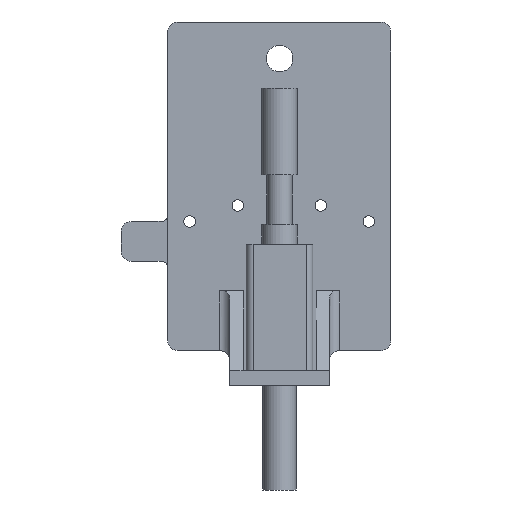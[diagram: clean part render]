
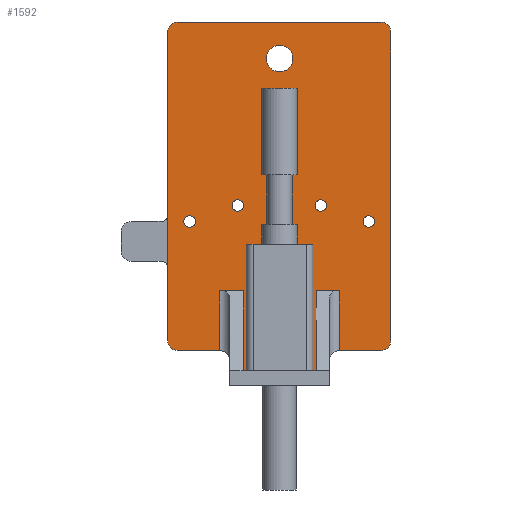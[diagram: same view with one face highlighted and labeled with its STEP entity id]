
A CAD part, front view. The second image highlights one B-rep face of the part: STEP entity #1592.
In plain terms, the highlighted planar face has unit normal (0, -1, 0).
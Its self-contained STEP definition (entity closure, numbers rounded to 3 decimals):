
#80=LINE('',#2553,#210);
#83=LINE('',#2561,#213);
#84=LINE('',#2567,#214);
#88=LINE('',#2588,#218);
#91=LINE('',#2593,#221);
#93=LINE('',#2607,#223);
#96=LINE('',#2612,#226);
#98=LINE('',#2615,#228);
#101=LINE('',#2621,#231);
#103=LINE('',#2630,#233);
#110=LINE('',#2646,#240);
#111=LINE('',#2650,#241);
#112=LINE('',#2658,#242);
#113=LINE('',#2660,#243);
#114=LINE('',#2662,#244);
#115=LINE('',#2663,#245);
#210=VECTOR('',#2069,10.);
#213=VECTOR('',#2076,10.);
#214=VECTOR('',#2083,10.);
#218=VECTOR('',#2107,10.);
#221=VECTOR('',#2112,10.);
#223=VECTOR('',#2126,10.);
#226=VECTOR('',#2131,10.);
#228=VECTOR('',#2135,10.);
#231=VECTOR('',#2140,10.);
#233=VECTOR('',#2150,10.);
#240=VECTOR('',#2161,10.);
#241=VECTOR('',#2164,10.);
#242=VECTOR('',#2171,10.);
#243=VECTOR('',#2172,10.);
#244=VECTOR('',#2173,10.);
#245=VECTOR('',#2174,10.);
#358=FACE_BOUND('',#549,.T.);
#359=FACE_BOUND('',#550,.T.);
#360=FACE_BOUND('',#551,.T.);
#361=FACE_BOUND('',#552,.T.);
#362=FACE_BOUND('',#553,.T.);
#363=FACE_BOUND('',#554,.T.);
#430=FACE_OUTER_BOUND('',#548,.T.);
#548=EDGE_LOOP('',(#1278,#1279,#1280,#1281,#1282,#1283,#1284,#1285,#1286,
#1287,#1288,#1289,#1290,#1291,#1292,#1293));
#549=EDGE_LOOP('',(#1294));
#550=EDGE_LOOP('',(#1295));
#551=EDGE_LOOP('',(#1296));
#552=EDGE_LOOP('',(#1297));
#553=EDGE_LOOP('',(#1298,#1299,#1300,#1301));
#554=EDGE_LOOP('',(#1302));
#646=CIRCLE('',#1753,1.7);
#648=CIRCLE('',#1756,1.7);
#656=CIRCLE('',#1771,3.);
#657=CIRCLE('',#1774,3.);
#658=CIRCLE('',#1775,3.);
#659=CIRCLE('',#1776,3.);
#660=CIRCLE('',#1777,1.75);
#661=CIRCLE('',#1778,1.75);
#662=CIRCLE('',#1779,4.);
#750=VERTEX_POINT('',#2546);
#752=VERTEX_POINT('',#2552);
#754=VERTEX_POINT('',#2558);
#756=VERTEX_POINT('',#2564);
#757=VERTEX_POINT('',#2566);
#759=VERTEX_POINT('',#2574);
#761=VERTEX_POINT('',#2580);
#763=VERTEX_POINT('',#2586);
#764=VERTEX_POINT('',#2587);
#765=VERTEX_POINT('',#2592);
#771=VERTEX_POINT('',#2606);
#774=VERTEX_POINT('',#2619);
#776=VERTEX_POINT('',#2625);
#777=VERTEX_POINT('',#2629);
#783=VERTEX_POINT('',#2643);
#784=VERTEX_POINT('',#2645);
#785=VERTEX_POINT('',#2647);
#786=VERTEX_POINT('',#2649);
#787=VERTEX_POINT('',#2652);
#788=VERTEX_POINT('',#2654);
#789=VERTEX_POINT('',#2656);
#790=VERTEX_POINT('',#2657);
#791=VERTEX_POINT('',#2659);
#792=VERTEX_POINT('',#2661);
#793=VERTEX_POINT('',#2664);
#922=EDGE_CURVE('',#752,#750,#80,.T.);
#926=EDGE_CURVE('',#754,#750,#83,.T.);
#929=EDGE_CURVE('',#756,#757,#84,.T.);
#933=EDGE_CURVE('',#759,#759,#646,.T.);
#936=EDGE_CURVE('',#761,#761,#648,.T.);
#939=EDGE_CURVE('',#763,#764,#88,.T.);
#942=EDGE_CURVE('',#763,#765,#91,.T.);
#949=EDGE_CURVE('',#771,#765,#93,.T.);
#952=EDGE_CURVE('',#754,#771,#96,.T.);
#954=EDGE_CURVE('',#764,#757,#98,.T.);
#957=EDGE_CURVE('',#756,#774,#101,.T.);
#959=EDGE_CURVE('',#752,#776,#656,.T.);
#961=EDGE_CURVE('',#777,#776,#103,.T.);
#968=EDGE_CURVE('',#783,#774,#657,.T.);
#969=EDGE_CURVE('',#783,#784,#110,.T.);
#970=EDGE_CURVE('',#785,#784,#658,.T.);
#971=EDGE_CURVE('',#785,#786,#111,.T.);
#972=EDGE_CURVE('',#777,#786,#659,.T.);
#973=EDGE_CURVE('',#787,#787,#660,.T.);
#974=EDGE_CURVE('',#788,#788,#661,.T.);
#975=EDGE_CURVE('',#789,#790,#112,.T.);
#976=EDGE_CURVE('',#790,#791,#113,.T.);
#977=EDGE_CURVE('',#791,#792,#114,.T.);
#978=EDGE_CURVE('',#792,#789,#115,.T.);
#979=EDGE_CURVE('',#793,#793,#662,.T.);
#1278=ORIENTED_EDGE('',*,*,#952,.T.);
#1279=ORIENTED_EDGE('',*,*,#949,.T.);
#1280=ORIENTED_EDGE('',*,*,#942,.F.);
#1281=ORIENTED_EDGE('',*,*,#939,.T.);
#1282=ORIENTED_EDGE('',*,*,#954,.T.);
#1283=ORIENTED_EDGE('',*,*,#929,.F.);
#1284=ORIENTED_EDGE('',*,*,#957,.T.);
#1285=ORIENTED_EDGE('',*,*,#968,.F.);
#1286=ORIENTED_EDGE('',*,*,#969,.T.);
#1287=ORIENTED_EDGE('',*,*,#970,.F.);
#1288=ORIENTED_EDGE('',*,*,#971,.T.);
#1289=ORIENTED_EDGE('',*,*,#972,.F.);
#1290=ORIENTED_EDGE('',*,*,#961,.T.);
#1291=ORIENTED_EDGE('',*,*,#959,.F.);
#1292=ORIENTED_EDGE('',*,*,#922,.T.);
#1293=ORIENTED_EDGE('',*,*,#926,.F.);
#1294=ORIENTED_EDGE('',*,*,#933,.T.);
#1295=ORIENTED_EDGE('',*,*,#936,.T.);
#1296=ORIENTED_EDGE('',*,*,#973,.T.);
#1297=ORIENTED_EDGE('',*,*,#974,.T.);
#1298=ORIENTED_EDGE('',*,*,#975,.T.);
#1299=ORIENTED_EDGE('',*,*,#976,.T.);
#1300=ORIENTED_EDGE('',*,*,#977,.T.);
#1301=ORIENTED_EDGE('',*,*,#978,.T.);
#1302=ORIENTED_EDGE('',*,*,#979,.T.);
#1517=PLANE('',#1773);
#1592=ADVANCED_FACE('',(#430,#358,#359,#360,#361,#362,#363),#1517,.T.);
#1753=AXIS2_PLACEMENT_3D('',#2575,#2093,#2094);
#1756=AXIS2_PLACEMENT_3D('',#2581,#2100,#2101);
#1771=AXIS2_PLACEMENT_3D('',#2626,#2145,#2146);
#1773=AXIS2_PLACEMENT_3D('',#2642,#2157,#2158);
#1774=AXIS2_PLACEMENT_3D('',#2644,#2159,#2160);
#1775=AXIS2_PLACEMENT_3D('',#2648,#2162,#2163);
#1776=AXIS2_PLACEMENT_3D('',#2651,#2165,#2166);
#1777=AXIS2_PLACEMENT_3D('',#2653,#2167,#2168);
#1778=AXIS2_PLACEMENT_3D('',#2655,#2169,#2170);
#1779=AXIS2_PLACEMENT_3D('',#2665,#2175,#2176);
#2069=DIRECTION('',(1.,0.,0.));
#2076=DIRECTION('',(0.,0.,-1.));
#2083=DIRECTION('',(0.,0.,1.));
#2093=DIRECTION('center_axis',(0.,1.,0.));
#2094=DIRECTION('ref_axis',(1.,0.,0.));
#2100=DIRECTION('center_axis',(0.,1.,0.));
#2101=DIRECTION('ref_axis',(1.,0.,0.));
#2107=DIRECTION('',(0.,0.,1.));
#2112=DIRECTION('',(-1.,0.,0.));
#2126=DIRECTION('',(0.,0.,-1.));
#2131=DIRECTION('',(1.,0.,0.));
#2135=DIRECTION('',(1.,0.,0.));
#2140=DIRECTION('',(1.,0.,0.));
#2145=DIRECTION('center_axis',(0.,1.,0.));
#2146=DIRECTION('ref_axis',(-0.707,0.,-0.707));
#2150=DIRECTION('',(0.,0.,-1.));
#2157=DIRECTION('center_axis',(0.,-1.,0.));
#2158=DIRECTION('ref_axis',(1.,0.,0.));
#2159=DIRECTION('center_axis',(0.,1.,0.));
#2160=DIRECTION('ref_axis',(0.707,0.,-0.707));
#2161=DIRECTION('',(0.,0.,1.));
#2162=DIRECTION('center_axis',(0.,1.,0.));
#2163=DIRECTION('ref_axis',(0.707,0.,0.707));
#2164=DIRECTION('',(-1.,0.,0.));
#2165=DIRECTION('center_axis',(0.,1.,0.));
#2166=DIRECTION('ref_axis',(-0.707,0.,0.707));
#2167=DIRECTION('center_axis',(0.,1.,0.));
#2168=DIRECTION('ref_axis',(1.,0.,0.));
#2169=DIRECTION('center_axis',(0.,1.,0.));
#2170=DIRECTION('ref_axis',(1.,0.,0.));
#2171=DIRECTION('',(1.,0.,0.));
#2172=DIRECTION('',(0.,0.,-1.));
#2173=DIRECTION('',(-1.,0.,0.));
#2174=DIRECTION('',(0.,0.,1.));
#2175=DIRECTION('center_axis',(0.,1.,0.));
#2176=DIRECTION('ref_axis',(1.,0.,0.));
#2546=CARTESIAN_POINT('',(258.234,-129.,86.));
#2552=CARTESIAN_POINT('',(245.534,-129.,86.));
#2553=CARTESIAN_POINT('',(244.534,-129.,86.));
#2558=CARTESIAN_POINT('',(258.234,-129.,104.));
#2561=CARTESIAN_POINT('',(258.234,-129.,108.45));
#2564=CARTESIAN_POINT('',(294.234,-129.,86.));
#2566=CARTESIAN_POINT('',(294.234,-129.,104.));
#2567=CARTESIAN_POINT('',(294.234,-129.,102.45));
#2574=CARTESIAN_POINT('',(261.934,-129.,129.7));
#2575=CARTESIAN_POINT('Origin',(263.634,-129.,129.7));
#2580=CARTESIAN_POINT('',(286.934,-129.,129.7));
#2581=CARTESIAN_POINT('Origin',(288.634,-129.,129.7));
#2586=CARTESIAN_POINT('',(287.234,-129.,80.));
#2587=CARTESIAN_POINT('',(287.234,-129.,104.));
#2588=CARTESIAN_POINT('',(287.234,-129.,104.7));
#2592=CARTESIAN_POINT('',(265.234,-129.,80.));
#2593=CARTESIAN_POINT('',(247.234,-129.,80.));
#2606=CARTESIAN_POINT('',(265.234,-129.,104.));
#2607=CARTESIAN_POINT('',(265.234,-129.,104.7));
#2612=CARTESIAN_POINT('',(268.684,-129.,104.));
#2615=CARTESIAN_POINT('',(282.184,-129.,104.));
#2619=CARTESIAN_POINT('',(306.734,-129.,86.));
#2621=CARTESIAN_POINT('',(244.534,-129.,86.));
#2625=CARTESIAN_POINT('',(242.534,-129.,89.));
#2626=CARTESIAN_POINT('Origin',(245.534,-129.,89.));
#2629=CARTESIAN_POINT('',(242.534,-129.,182.));
#2630=CARTESIAN_POINT('',(242.534,-129.,146.8));
#2642=CARTESIAN_POINT('Origin',(276.134,-129.,118.9));
#2643=CARTESIAN_POINT('',(309.734,-129.,89.));
#2644=CARTESIAN_POINT('Origin',(306.734,-129.,89.));
#2645=CARTESIAN_POINT('',(309.734,-129.,182.));
#2646=CARTESIAN_POINT('',(309.734,-129.,88.));
#2647=CARTESIAN_POINT('',(306.734,-129.,185.));
#2648=CARTESIAN_POINT('Origin',(306.734,-129.,182.));
#2649=CARTESIAN_POINT('',(245.534,-129.,185.));
#2650=CARTESIAN_POINT('',(268.734,-129.,185.));
#2651=CARTESIAN_POINT('Origin',(245.534,-129.,182.));
#2652=CARTESIAN_POINT('',(247.384,-129.,124.9));
#2653=CARTESIAN_POINT('Origin',(249.134,-129.,124.9));
#2654=CARTESIAN_POINT('',(301.384,-129.,124.9));
#2655=CARTESIAN_POINT('Origin',(303.134,-129.,124.9));
#2656=CARTESIAN_POINT('',(271.234,-129.,165.));
#2657=CARTESIAN_POINT('',(281.234,-129.,165.));
#2658=CARTESIAN_POINT('',(268.734,-129.,165.));
#2659=CARTESIAN_POINT('',(281.234,-129.,157.));
#2660=CARTESIAN_POINT('',(281.234,-129.,136.));
#2661=CARTESIAN_POINT('',(271.234,-129.,157.));
#2662=CARTESIAN_POINT('',(278.734,-129.,157.));
#2663=CARTESIAN_POINT('',(271.234,-129.,136.));
#2664=CARTESIAN_POINT('',(272.234,-129.,174.));
#2665=CARTESIAN_POINT('Origin',(276.234,-129.,174.));
